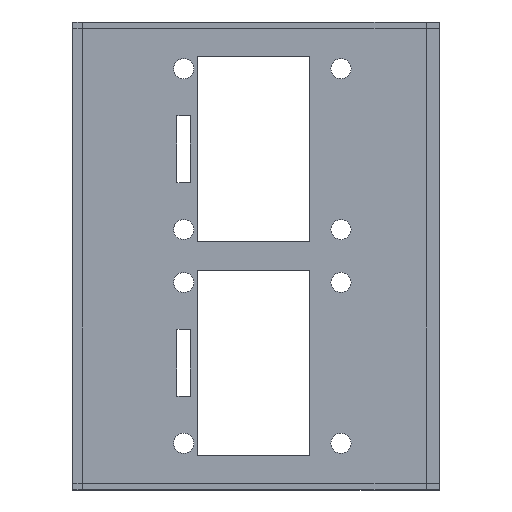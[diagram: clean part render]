
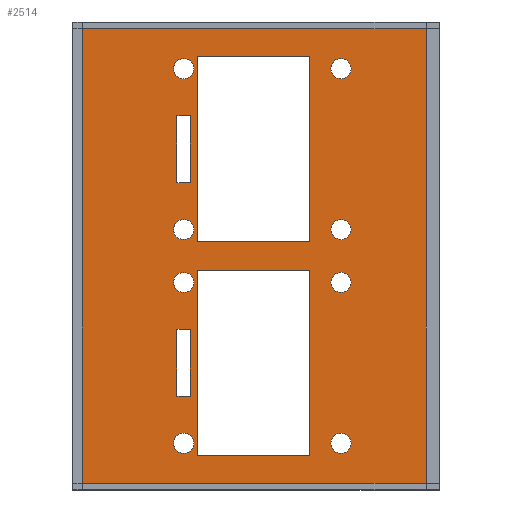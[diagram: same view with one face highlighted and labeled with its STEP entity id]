
A CAD part, top view. The second image highlights one B-rep face of the part: STEP entity #2514.
In plain terms, the highlighted planar face has unit normal (0, 0, 1).
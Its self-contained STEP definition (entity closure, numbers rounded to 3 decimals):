
#64=FACE_BOUND('',#311,.T.);
#65=FACE_BOUND('',#312,.T.);
#66=FACE_BOUND('',#313,.T.);
#67=FACE_BOUND('',#314,.T.);
#68=FACE_BOUND('',#315,.T.);
#69=FACE_BOUND('',#316,.T.);
#70=FACE_BOUND('',#317,.T.);
#71=FACE_BOUND('',#318,.T.);
#72=FACE_BOUND('',#319,.T.);
#73=FACE_BOUND('',#320,.T.);
#74=FACE_BOUND('',#321,.T.);
#75=FACE_BOUND('',#322,.T.);
#77=CIRCLE('',#2650,1.5);
#79=CIRCLE('',#2653,1.5);
#81=CIRCLE('',#2664,1.5);
#83=CIRCLE('',#2667,1.5);
#85=CIRCLE('',#2670,1.5);
#87=CIRCLE('',#2673,1.5);
#89=CIRCLE('',#2676,1.5);
#91=CIRCLE('',#2679,1.5);
#144=FACE_OUTER_BOUND('',#310,.T.);
#310=EDGE_LOOP('',(#1865,#1866,#1867,#1868));
#311=EDGE_LOOP('',(#1869,#1870,#1871,#1872));
#312=EDGE_LOOP('',(#1873));
#313=EDGE_LOOP('',(#1874));
#314=EDGE_LOOP('',(#1875,#1876,#1877,#1878));
#315=EDGE_LOOP('',(#1879,#1880,#1881,#1882));
#316=EDGE_LOOP('',(#1883));
#317=EDGE_LOOP('',(#1884));
#318=EDGE_LOOP('',(#1885));
#319=EDGE_LOOP('',(#1886));
#320=EDGE_LOOP('',(#1887));
#321=EDGE_LOOP('',(#1888));
#322=EDGE_LOOP('',(#1889,#1890,#1891,#1892));
#435=LINE('',#3489,#759);
#439=LINE('',#3497,#763);
#442=LINE('',#3503,#766);
#445=LINE('',#3508,#769);
#449=LINE('',#3525,#773);
#453=LINE('',#3533,#777);
#456=LINE('',#3539,#780);
#459=LINE('',#3544,#783);
#461=LINE('',#3549,#785);
#465=LINE('',#3557,#789);
#468=LINE('',#3563,#792);
#471=LINE('',#3568,#795);
#479=LINE('',#3609,#803);
#483=LINE('',#3617,#807);
#486=LINE('',#3623,#810);
#489=LINE('',#3628,#813);
#527=LINE('',#3705,#851);
#531=LINE('',#3713,#855);
#534=LINE('',#3719,#858);
#537=LINE('',#3724,#861);
#759=VECTOR('',#2822,10.);
#763=VECTOR('',#2828,10.);
#766=VECTOR('',#2833,10.);
#769=VECTOR('',#2838,10.);
#773=VECTOR('',#2856,10.);
#777=VECTOR('',#2862,10.);
#780=VECTOR('',#2867,10.);
#783=VECTOR('',#2872,10.);
#785=VECTOR('',#2876,10.);
#789=VECTOR('',#2882,10.);
#792=VECTOR('',#2887,10.);
#795=VECTOR('',#2892,10.);
#803=VECTOR('',#2938,10.);
#807=VECTOR('',#2944,10.);
#810=VECTOR('',#2949,10.);
#813=VECTOR('',#2954,10.);
#851=VECTOR('',#3022,10.);
#855=VECTOR('',#3028,10.);
#858=VECTOR('',#3033,10.);
#861=VECTOR('',#3038,10.);
#1083=VERTEX_POINT('',#3487);
#1084=VERTEX_POINT('',#3488);
#1087=VERTEX_POINT('',#3496);
#1089=VERTEX_POINT('',#3502);
#1092=VERTEX_POINT('',#3513);
#1094=VERTEX_POINT('',#3519);
#1095=VERTEX_POINT('',#3523);
#1096=VERTEX_POINT('',#3524);
#1099=VERTEX_POINT('',#3532);
#1101=VERTEX_POINT('',#3538);
#1103=VERTEX_POINT('',#3547);
#1104=VERTEX_POINT('',#3548);
#1107=VERTEX_POINT('',#3556);
#1109=VERTEX_POINT('',#3562);
#1112=VERTEX_POINT('',#3573);
#1114=VERTEX_POINT('',#3579);
#1116=VERTEX_POINT('',#3585);
#1118=VERTEX_POINT('',#3591);
#1120=VERTEX_POINT('',#3597);
#1122=VERTEX_POINT('',#3603);
#1123=VERTEX_POINT('',#3607);
#1124=VERTEX_POINT('',#3608);
#1127=VERTEX_POINT('',#3616);
#1129=VERTEX_POINT('',#3622);
#1153=VERTEX_POINT('',#3703);
#1154=VERTEX_POINT('',#3704);
#1157=VERTEX_POINT('',#3712);
#1159=VERTEX_POINT('',#3718);
#1309=EDGE_CURVE('',#1083,#1084,#435,.T.);
#1313=EDGE_CURVE('',#1084,#1087,#439,.T.);
#1316=EDGE_CURVE('',#1087,#1089,#442,.T.);
#1319=EDGE_CURVE('',#1089,#1083,#445,.T.);
#1323=EDGE_CURVE('',#1092,#1092,#77,.T.);
#1326=EDGE_CURVE('',#1094,#1094,#79,.T.);
#1327=EDGE_CURVE('',#1095,#1096,#449,.T.);
#1331=EDGE_CURVE('',#1096,#1099,#453,.T.);
#1334=EDGE_CURVE('',#1099,#1101,#456,.T.);
#1337=EDGE_CURVE('',#1101,#1095,#459,.T.);
#1339=EDGE_CURVE('',#1103,#1104,#461,.T.);
#1343=EDGE_CURVE('',#1104,#1107,#465,.T.);
#1346=EDGE_CURVE('',#1107,#1109,#468,.T.);
#1349=EDGE_CURVE('',#1109,#1103,#471,.T.);
#1353=EDGE_CURVE('',#1112,#1112,#81,.T.);
#1356=EDGE_CURVE('',#1114,#1114,#83,.T.);
#1359=EDGE_CURVE('',#1116,#1116,#85,.T.);
#1362=EDGE_CURVE('',#1118,#1118,#87,.T.);
#1365=EDGE_CURVE('',#1120,#1120,#89,.T.);
#1368=EDGE_CURVE('',#1122,#1122,#91,.T.);
#1369=EDGE_CURVE('',#1123,#1124,#479,.T.);
#1373=EDGE_CURVE('',#1124,#1127,#483,.T.);
#1376=EDGE_CURVE('',#1127,#1129,#486,.T.);
#1379=EDGE_CURVE('',#1129,#1123,#489,.T.);
#1417=EDGE_CURVE('',#1153,#1154,#527,.T.);
#1421=EDGE_CURVE('',#1154,#1157,#531,.T.);
#1424=EDGE_CURVE('',#1157,#1159,#534,.T.);
#1427=EDGE_CURVE('',#1159,#1153,#537,.T.);
#1865=ORIENTED_EDGE('',*,*,#1417,.F.);
#1866=ORIENTED_EDGE('',*,*,#1427,.F.);
#1867=ORIENTED_EDGE('',*,*,#1424,.F.);
#1868=ORIENTED_EDGE('',*,*,#1421,.F.);
#1869=ORIENTED_EDGE('',*,*,#1319,.T.);
#1870=ORIENTED_EDGE('',*,*,#1309,.T.);
#1871=ORIENTED_EDGE('',*,*,#1313,.T.);
#1872=ORIENTED_EDGE('',*,*,#1316,.T.);
#1873=ORIENTED_EDGE('',*,*,#1323,.T.);
#1874=ORIENTED_EDGE('',*,*,#1326,.T.);
#1875=ORIENTED_EDGE('',*,*,#1337,.T.);
#1876=ORIENTED_EDGE('',*,*,#1327,.T.);
#1877=ORIENTED_EDGE('',*,*,#1331,.T.);
#1878=ORIENTED_EDGE('',*,*,#1334,.T.);
#1879=ORIENTED_EDGE('',*,*,#1349,.T.);
#1880=ORIENTED_EDGE('',*,*,#1339,.T.);
#1881=ORIENTED_EDGE('',*,*,#1343,.T.);
#1882=ORIENTED_EDGE('',*,*,#1346,.T.);
#1883=ORIENTED_EDGE('',*,*,#1353,.T.);
#1884=ORIENTED_EDGE('',*,*,#1356,.T.);
#1885=ORIENTED_EDGE('',*,*,#1359,.T.);
#1886=ORIENTED_EDGE('',*,*,#1362,.T.);
#1887=ORIENTED_EDGE('',*,*,#1365,.T.);
#1888=ORIENTED_EDGE('',*,*,#1368,.T.);
#1889=ORIENTED_EDGE('',*,*,#1379,.T.);
#1890=ORIENTED_EDGE('',*,*,#1369,.T.);
#1891=ORIENTED_EDGE('',*,*,#1373,.T.);
#1892=ORIENTED_EDGE('',*,*,#1376,.T.);
#2361=PLANE('',#2703);
#2514=ADVANCED_FACE('',(#144,#64,#65,#66,#67,#68,#69,#70,#71,#72,#73,#74,
#75),#2361,.T.);
#2650=AXIS2_PLACEMENT_3D('',#3515,#2845,#2846);
#2653=AXIS2_PLACEMENT_3D('',#3521,#2852,#2853);
#2664=AXIS2_PLACEMENT_3D('',#3575,#2899,#2900);
#2667=AXIS2_PLACEMENT_3D('',#3581,#2906,#2907);
#2670=AXIS2_PLACEMENT_3D('',#3587,#2913,#2914);
#2673=AXIS2_PLACEMENT_3D('',#3593,#2920,#2921);
#2676=AXIS2_PLACEMENT_3D('',#3599,#2927,#2928);
#2679=AXIS2_PLACEMENT_3D('',#3605,#2934,#2935);
#2703=AXIS2_PLACEMENT_3D('',#3727,#3042,#3043);
#2822=DIRECTION('',(1.,0.,0.));
#2828=DIRECTION('',(0.,-1.,0.));
#2833=DIRECTION('',(-1.,0.,0.));
#2838=DIRECTION('',(0.,1.,0.));
#2845=DIRECTION('center_axis',(0.,0.,-1.));
#2846=DIRECTION('ref_axis',(-1.,0.,0.));
#2852=DIRECTION('center_axis',(0.,0.,-1.));
#2853=DIRECTION('ref_axis',(-1.,0.,0.));
#2856=DIRECTION('',(-1.,0.,0.));
#2862=DIRECTION('',(0.,1.,0.));
#2867=DIRECTION('',(1.,0.,0.));
#2872=DIRECTION('',(0.,-1.,0.));
#2876=DIRECTION('',(0.,1.,0.));
#2882=DIRECTION('',(1.,0.,0.));
#2887=DIRECTION('',(0.,-1.,0.));
#2892=DIRECTION('',(-1.,0.,0.));
#2899=DIRECTION('center_axis',(0.,0.,-1.));
#2900=DIRECTION('ref_axis',(-1.,0.,0.));
#2906=DIRECTION('center_axis',(0.,0.,-1.));
#2907=DIRECTION('ref_axis',(-1.,0.,0.));
#2913=DIRECTION('center_axis',(0.,0.,-1.));
#2914=DIRECTION('ref_axis',(-1.,0.,0.));
#2920=DIRECTION('center_axis',(0.,0.,-1.));
#2921=DIRECTION('ref_axis',(-1.,0.,0.));
#2927=DIRECTION('center_axis',(0.,0.,-1.));
#2928=DIRECTION('ref_axis',(-1.,0.,0.));
#2934=DIRECTION('center_axis',(0.,0.,-1.));
#2935=DIRECTION('ref_axis',(-1.,0.,0.));
#2938=DIRECTION('',(1.,0.,0.));
#2944=DIRECTION('',(0.,-1.,0.));
#2949=DIRECTION('',(-1.,0.,0.));
#2954=DIRECTION('',(0.,1.,0.));
#3022=DIRECTION('',(1.,0.,0.));
#3028=DIRECTION('',(0.,-1.,0.));
#3033=DIRECTION('',(-1.,0.,0.));
#3038=DIRECTION('',(0.,1.,0.));
#3042=DIRECTION('center_axis',(0.,0.,1.));
#3043=DIRECTION('ref_axis',(-1.,0.,0.));
#3487=CARTESIAN_POINT('',(19.356,37.752,35.718));
#3488=CARTESIAN_POINT('',(21.356,37.752,35.718));
#3489=CARTESIAN_POINT('',(21.356,37.752,35.718));
#3496=CARTESIAN_POINT('',(21.356,27.752,35.718));
#3497=CARTESIAN_POINT('',(21.356,27.752,35.718));
#3502=CARTESIAN_POINT('',(19.356,27.752,35.718));
#3503=CARTESIAN_POINT('',(19.356,27.752,35.718));
#3508=CARTESIAN_POINT('',(19.356,37.752,35.718));
#3513=CARTESIAN_POINT('',(45.356,76.713,35.718));
#3515=CARTESIAN_POINT('Origin',(43.856,76.713,35.718));
#3519=CARTESIAN_POINT('',(45.356,44.769,35.718));
#3521=CARTESIAN_POINT('Origin',(43.856,44.769,35.718));
#3523=CARTESIAN_POINT('',(21.356,59.697,35.718));
#3524=CARTESIAN_POINT('',(19.356,59.697,35.718));
#3525=CARTESIAN_POINT('',(21.356,59.697,35.718));
#3532=CARTESIAN_POINT('',(19.356,69.697,35.718));
#3533=CARTESIAN_POINT('',(19.356,59.697,35.718));
#3538=CARTESIAN_POINT('',(21.356,69.697,35.718));
#3539=CARTESIAN_POINT('',(19.356,69.697,35.718));
#3544=CARTESIAN_POINT('',(21.356,69.697,35.718));
#3547=CARTESIAN_POINT('',(22.379,50.897,35.718));
#3548=CARTESIAN_POINT('',(22.379,78.497,35.718));
#3549=CARTESIAN_POINT('',(22.379,50.897,35.718));
#3556=CARTESIAN_POINT('',(39.179,78.497,35.718));
#3557=CARTESIAN_POINT('',(22.379,78.497,35.718));
#3562=CARTESIAN_POINT('',(39.179,50.897,35.718));
#3563=CARTESIAN_POINT('',(39.179,78.497,35.718));
#3568=CARTESIAN_POINT('',(39.179,50.897,35.718));
#3573=CARTESIAN_POINT('',(45.356,20.736,35.718));
#3575=CARTESIAN_POINT('Origin',(43.856,20.736,35.718));
#3579=CARTESIAN_POINT('',(21.856,52.68,35.718));
#3581=CARTESIAN_POINT('Origin',(20.356,52.68,35.718));
#3585=CARTESIAN_POINT('',(21.856,44.769,35.718));
#3587=CARTESIAN_POINT('Origin',(20.356,44.769,35.718));
#3591=CARTESIAN_POINT('',(21.856,76.713,35.718));
#3593=CARTESIAN_POINT('Origin',(20.356,76.713,35.718));
#3597=CARTESIAN_POINT('',(45.356,52.68,35.718));
#3599=CARTESIAN_POINT('Origin',(43.856,52.68,35.718));
#3603=CARTESIAN_POINT('',(21.856,20.736,35.718));
#3605=CARTESIAN_POINT('Origin',(20.356,20.736,35.718));
#3607=CARTESIAN_POINT('',(22.379,46.552,35.718));
#3608=CARTESIAN_POINT('',(39.179,46.552,35.718));
#3609=CARTESIAN_POINT('',(39.179,46.552,35.718));
#3616=CARTESIAN_POINT('',(39.179,18.952,35.718));
#3617=CARTESIAN_POINT('',(39.179,18.952,35.718));
#3622=CARTESIAN_POINT('',(22.379,18.952,35.718));
#3623=CARTESIAN_POINT('',(22.379,18.952,35.718));
#3628=CARTESIAN_POINT('',(22.379,46.552,35.718));
#3703=CARTESIAN_POINT('',(5.234,82.7,35.718));
#3704=CARTESIAN_POINT('',(56.573,82.7,35.718));
#3705=CARTESIAN_POINT('',(5.234,82.7,35.718));
#3712=CARTESIAN_POINT('',(56.573,14.779,35.718));
#3713=CARTESIAN_POINT('',(56.573,82.7,35.718));
#3718=CARTESIAN_POINT('',(5.234,14.779,35.718));
#3719=CARTESIAN_POINT('',(56.573,14.779,35.718));
#3724=CARTESIAN_POINT('',(5.234,14.779,35.718));
#3727=CARTESIAN_POINT('Origin',(30.904,48.74,35.718));
